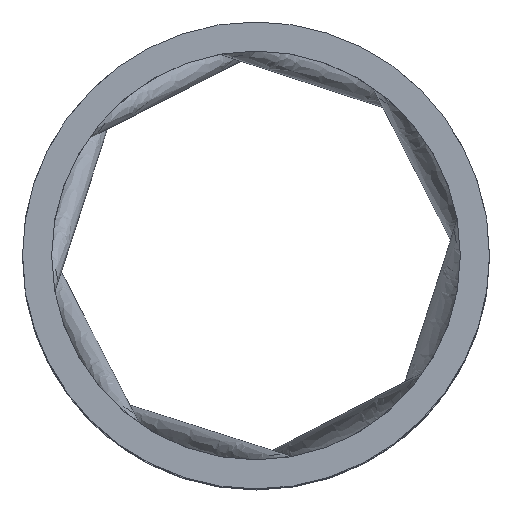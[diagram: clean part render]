
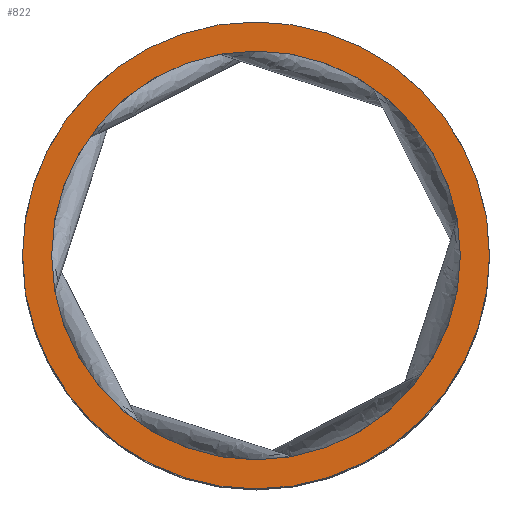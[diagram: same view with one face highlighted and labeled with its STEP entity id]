
A CAD part, top view. The second image highlights one B-rep face of the part: STEP entity #822.
In plain terms, the highlighted planar face has unit normal (0, 0, 1).
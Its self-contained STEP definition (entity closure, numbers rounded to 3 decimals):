
#31=FACE_BOUND('',#130,.T.);
#48=PLANE('',#985);
#84=FACE_OUTER_BOUND('',#129,.T.);
#129=EDGE_LOOP('',(#663,#664,#665,#666,#667,#668,#669,#670,#671,#672,#673,
#674,#675,#676,#677,#678));
#130=EDGE_LOOP('',(#679));
#258=CIRCLE('',#942,17.5);
#261=CIRCLE('',#946,1.25);
#262=CIRCLE('',#948,19.985);
#264=CIRCLE('',#951,1.25);
#265=CIRCLE('',#953,19.985);
#267=CIRCLE('',#956,1.25);
#268=CIRCLE('',#958,19.985);
#270=CIRCLE('',#961,1.25);
#271=CIRCLE('',#963,19.985);
#273=CIRCLE('',#966,1.25);
#275=CIRCLE('',#969,19.985);
#277=CIRCLE('',#972,1.25);
#278=CIRCLE('',#974,19.985);
#280=CIRCLE('',#977,1.25);
#281=CIRCLE('',#979,19.985);
#283=CIRCLE('',#982,1.25);
#284=CIRCLE('',#984,19.985);
#344=VERTEX_POINT('',#1455);
#345=VERTEX_POINT('',#1461);
#346=VERTEX_POINT('',#1463);
#347=VERTEX_POINT('',#1467);
#348=VERTEX_POINT('',#1472);
#349=VERTEX_POINT('',#1476);
#350=VERTEX_POINT('',#1481);
#351=VERTEX_POINT('',#1485);
#352=VERTEX_POINT('',#1490);
#353=VERTEX_POINT('',#1494);
#355=VERTEX_POINT('',#1500);
#357=VERTEX_POINT('',#1506);
#358=VERTEX_POINT('',#1511);
#359=VERTEX_POINT('',#1515);
#360=VERTEX_POINT('',#1520);
#361=VERTEX_POINT('',#1524);
#362=VERTEX_POINT('',#1529);
#443=EDGE_CURVE('',#344,#344,#258,.T.);
#448=EDGE_CURVE('',#346,#345,#261,.T.);
#450=EDGE_CURVE('',#347,#346,#262,.T.);
#453=EDGE_CURVE('',#348,#347,#264,.T.);
#455=EDGE_CURVE('',#349,#348,#265,.T.);
#458=EDGE_CURVE('',#350,#349,#267,.T.);
#460=EDGE_CURVE('',#351,#350,#268,.T.);
#463=EDGE_CURVE('',#352,#351,#270,.T.);
#465=EDGE_CURVE('',#353,#352,#271,.T.);
#468=EDGE_CURVE('',#355,#353,#273,.T.);
#471=EDGE_CURVE('',#357,#355,#275,.T.);
#474=EDGE_CURVE('',#358,#357,#277,.T.);
#476=EDGE_CURVE('',#359,#358,#278,.T.);
#479=EDGE_CURVE('',#360,#359,#280,.T.);
#481=EDGE_CURVE('',#361,#360,#281,.T.);
#484=EDGE_CURVE('',#362,#361,#283,.T.);
#486=EDGE_CURVE('',#345,#362,#284,.T.);
#663=ORIENTED_EDGE('',*,*,#471,.T.);
#664=ORIENTED_EDGE('',*,*,#468,.T.);
#665=ORIENTED_EDGE('',*,*,#465,.T.);
#666=ORIENTED_EDGE('',*,*,#463,.T.);
#667=ORIENTED_EDGE('',*,*,#460,.T.);
#668=ORIENTED_EDGE('',*,*,#458,.T.);
#669=ORIENTED_EDGE('',*,*,#455,.T.);
#670=ORIENTED_EDGE('',*,*,#453,.T.);
#671=ORIENTED_EDGE('',*,*,#450,.T.);
#672=ORIENTED_EDGE('',*,*,#448,.T.);
#673=ORIENTED_EDGE('',*,*,#486,.T.);
#674=ORIENTED_EDGE('',*,*,#484,.T.);
#675=ORIENTED_EDGE('',*,*,#481,.T.);
#676=ORIENTED_EDGE('',*,*,#479,.T.);
#677=ORIENTED_EDGE('',*,*,#476,.T.);
#678=ORIENTED_EDGE('',*,*,#474,.T.);
#679=ORIENTED_EDGE('',*,*,#443,.T.);
#822=ADVANCED_FACE('',(#84,#31),#48,.T.);
#942=AXIS2_PLACEMENT_3D('',#1456,#1184,#1185);
#946=AXIS2_PLACEMENT_3D('',#1464,#1194,#1195);
#948=AXIS2_PLACEMENT_3D('',#1468,#1199,#1200);
#951=AXIS2_PLACEMENT_3D('',#1473,#1206,#1207);
#953=AXIS2_PLACEMENT_3D('',#1477,#1211,#1212);
#956=AXIS2_PLACEMENT_3D('',#1482,#1218,#1219);
#958=AXIS2_PLACEMENT_3D('',#1486,#1223,#1224);
#961=AXIS2_PLACEMENT_3D('',#1491,#1230,#1231);
#963=AXIS2_PLACEMENT_3D('',#1495,#1235,#1236);
#966=AXIS2_PLACEMENT_3D('',#1501,#1242,#1243);
#969=AXIS2_PLACEMENT_3D('',#1507,#1249,#1250);
#972=AXIS2_PLACEMENT_3D('',#1512,#1256,#1257);
#974=AXIS2_PLACEMENT_3D('',#1516,#1261,#1262);
#977=AXIS2_PLACEMENT_3D('',#1521,#1268,#1269);
#979=AXIS2_PLACEMENT_3D('',#1525,#1273,#1274);
#982=AXIS2_PLACEMENT_3D('',#1530,#1280,#1281);
#984=AXIS2_PLACEMENT_3D('',#1533,#1285,#1286);
#985=AXIS2_PLACEMENT_3D('',#1534,#1287,#1288);
#1184=DIRECTION('center_axis',(0.,0.,-1.));
#1185=DIRECTION('ref_axis',(-1.,0.,0.));
#1194=DIRECTION('center_axis',(0.,0.,1.));
#1195=DIRECTION('ref_axis',(0.456,-0.89,0.));
#1199=DIRECTION('center_axis',(0.,0.,1.));
#1200=DIRECTION('ref_axis',(-1.,0.,0.));
#1206=DIRECTION('center_axis',(0.,0.,1.));
#1207=DIRECTION('ref_axis',(-0.307,-0.952,0.));
#1211=DIRECTION('center_axis',(0.,0.,1.));
#1212=DIRECTION('ref_axis',(-1.,0.,0.));
#1218=DIRECTION('center_axis',(0.,0.,1.));
#1219=DIRECTION('ref_axis',(-0.89,-0.456,0.));
#1223=DIRECTION('center_axis',(0.,0.,1.));
#1224=DIRECTION('ref_axis',(-1.,0.,0.));
#1230=DIRECTION('center_axis',(0.,0.,1.));
#1231=DIRECTION('ref_axis',(-0.952,0.307,0.));
#1235=DIRECTION('center_axis',(0.,0.,1.));
#1236=DIRECTION('ref_axis',(-1.,0.,0.));
#1242=DIRECTION('center_axis',(0.,0.,1.));
#1243=DIRECTION('ref_axis',(0.89,0.456,0.));
#1249=DIRECTION('center_axis',(0.,0.,1.));
#1250=DIRECTION('ref_axis',(-1.,0.,0.));
#1256=DIRECTION('center_axis',(0.,0.,
1.));
#1257=DIRECTION('ref_axis',(-1.,0.,0.));
#1261=DIRECTION('center_axis',(0.,0.,1.));
#1262=DIRECTION('ref_axis',(-1.,0.,0.));
#1268=DIRECTION('center_axis',(0.,0.,1.));
#1269=DIRECTION('ref_axis',(0.456,-0.89,0.));
#1273=DIRECTION('center_axis',(0.,0.,1.));
#1274=DIRECTION('ref_axis',(-1.,0.,0.));
#1280=DIRECTION('center_axis',(0.,0.,
1.));
#1281=DIRECTION('ref_axis',(-1.,0.,0.));
#1285=DIRECTION('center_axis',(0.,0.,1.));
#1286=DIRECTION('ref_axis',(-1.,0.,0.));
#1287=DIRECTION('center_axis',(0.,0.,1.));
#1288=DIRECTION('ref_axis',(-1.,0.,0.));
#1455=CARTESIAN_POINT('',(17.5,0.,43.));
#1456=CARTESIAN_POINT('Origin',(0.,0.,43.));
#1461=CARTESIAN_POINT('',(-16.332,11.518,43.));
#1463=CARTESIAN_POINT('',(-16.097,11.844,43.));
#1464=CARTESIAN_POINT('Origin',(-15.213,10.96,43.));
#1467=CARTESIAN_POINT('',(-3.404,19.693,43.));
#1468=CARTESIAN_POINT('Origin',(0.,0.,43.));
#1472=CARTESIAN_POINT('',(-3.008,19.757,43.));
#1473=CARTESIAN_POINT('Origin',(-3.008,18.507,43.));
#1476=CARTESIAN_POINT('',(11.518,16.332,43.));
#1477=CARTESIAN_POINT('Origin',(0.,0.,43.));
#1481=CARTESIAN_POINT('',(11.844,16.097,43.));
#1482=CARTESIAN_POINT('Origin',(10.96,15.213,43.));
#1485=CARTESIAN_POINT('',(19.693,3.404,43.));
#1486=CARTESIAN_POINT('Origin',(0.,0.,43.));
#1490=CARTESIAN_POINT('',(19.757,3.008,43.));
#1491=CARTESIAN_POINT('Origin',(18.507,3.008,43.));
#1494=CARTESIAN_POINT('',(16.332,-11.518,43.));
#1495=CARTESIAN_POINT('Origin',(0.,0.,43.));
#1500=CARTESIAN_POINT('',(16.097,-11.844,43.));
#1501=CARTESIAN_POINT('Origin',(15.213,-10.96,43.));
#1506=CARTESIAN_POINT('',(3.404,-19.693,43.));
#1507=CARTESIAN_POINT('Origin',(0.,0.,43.));
#1511=CARTESIAN_POINT('',(3.008,-19.757,43.));
#1512=CARTESIAN_POINT('Origin',(3.008,-18.507,43.));
#1515=CARTESIAN_POINT('',(-11.518,-16.332,43.));
#1516=CARTESIAN_POINT('Origin',(0.,0.,43.));
#1520=CARTESIAN_POINT('',(-11.844,-16.097,43.));
#1521=CARTESIAN_POINT('Origin',(-10.96,-15.213,43.));
#1524=CARTESIAN_POINT('',(-19.693,-3.404,43.));
#1525=CARTESIAN_POINT('Origin',(0.,0.,43.));
#1529=CARTESIAN_POINT('',(-19.757,-3.008,43.));
#1530=CARTESIAN_POINT('Origin',(-18.507,-3.008,43.));
#1533=CARTESIAN_POINT('Origin',(0.,0.,43.));
#1534=CARTESIAN_POINT('Origin',(0.,0.,43.));
